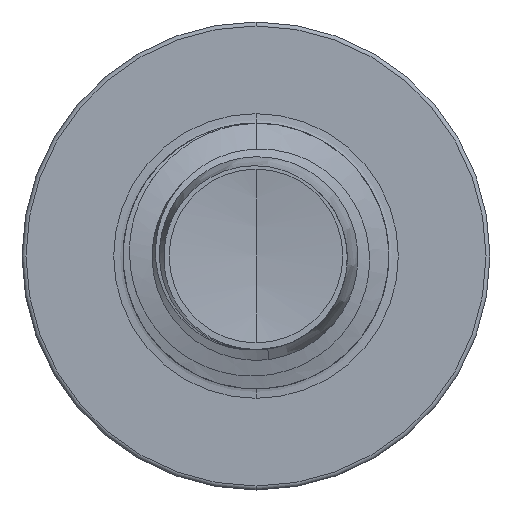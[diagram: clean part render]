
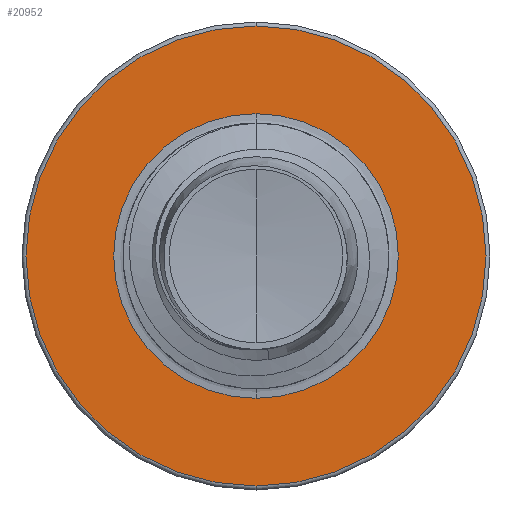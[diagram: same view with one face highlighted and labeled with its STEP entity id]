
A CAD part, front view. The second image highlights one B-rep face of the part: STEP entity #20952.
In plain terms, the highlighted planar face has unit normal (0, -1, 0).
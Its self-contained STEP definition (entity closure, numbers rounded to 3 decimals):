
#552 = ORIENTED_EDGE ( 'NONE', *, *, #17761, .F. ) ;
#856 = CIRCLE ( 'NONE', #6030, 2.677 ) ;
#2106 = VERTEX_POINT ( 'NONE', #21876 ) ;
#3328 = EDGE_LOOP ( 'NONE', ( #552, #8037 ) ) ;
#3575 = DIRECTION ( 'NONE',  ( 0., 0., 1. ) ) ;
#3611 = DIRECTION ( 'NONE',  ( 0., 1., 0. ) ) ;
#3616 = CARTESIAN_POINT ( 'NONE',  ( 0., 10., 0. ) ) ;
#3699 = PLANE ( 'NONE',  #6973 ) ;
#3706 = DIRECTION ( 'NONE',  ( 0., 0., 1. ) ) ;
#3743 = DIRECTION ( 'NONE',  ( 0., 1., 0. ) ) ;
#3789 = CARTESIAN_POINT ( 'NONE',  ( 0., 10., 0. ) ) ;
#3791 = VERTEX_POINT ( 'NONE', #7405 ) ;
#4006 = CARTESIAN_POINT ( 'NONE',  ( 0., 10., 2.677 ) ) ;
#4040 = ORIENTED_EDGE ( 'NONE', *, *, #20918, .T. ) ;
#4276 = CARTESIAN_POINT ( 'NONE',  ( 0., 10., -2.677 ) ) ;
#4897 = DIRECTION ( 'NONE',  ( 0., 0., 1. ) ) ;
#4941 = DIRECTION ( 'NONE',  ( 0., 1., 0. ) ) ;
#4982 = FACE_OUTER_BOUND ( 'NONE', #3328, .T. ) ;
#4994 = CARTESIAN_POINT ( 'NONE',  ( 0., 10., 0. ) ) ;
#6030 = AXIS2_PLACEMENT_3D ( 'NONE', #20138, #20110, #20089 ) ;
#6973 = AXIS2_PLACEMENT_3D ( 'NONE', #4276, #22346, #22333 ) ;
#7405 = CARTESIAN_POINT ( 'NONE',  ( 0., 10., -4.325 ) ) ;
#8037 = ORIENTED_EDGE ( 'NONE', *, *, #20927, .F. ) ;
#12444 = VERTEX_POINT ( 'NONE', #19531 ) ;
#17183 = FACE_BOUND ( 'NONE', #21153, .T. ) ;
#17761 = EDGE_CURVE ( 'NONE', #2106, #3791, #20607, .T. ) ;
#17856 = CIRCLE ( 'NONE', #24338, 4.325 ) ;
#18347 = EDGE_CURVE ( 'NONE', #12444, #20902, #856, .T. ) ;
#19531 = CARTESIAN_POINT ( 'NONE',  ( 0., 10., -2.677 ) ) ;
#20089 = DIRECTION ( 'NONE',  ( 0., 0., 1. ) ) ;
#20110 = DIRECTION ( 'NONE',  ( 0., 1., 0. ) ) ;
#20138 = CARTESIAN_POINT ( 'NONE',  ( 0., 10., 0. ) ) ;
#20275 = AXIS2_PLACEMENT_3D ( 'NONE', #4994, #4941, #4897 ) ;
#20607 = CIRCLE ( 'NONE', #20275, 4.325 ) ;
#20902 = VERTEX_POINT ( 'NONE', #4006 ) ;
#20918 = EDGE_CURVE ( 'NONE', #20902, #12444, #24560, .T. ) ;
#20927 = EDGE_CURVE ( 'NONE', #3791, #2106, #17856, .T. ) ;
#20952 = ADVANCED_FACE ( 'NONE', ( #4982, #17183 ), #3699, .F. ) ;
#21153 = EDGE_LOOP ( 'NONE', ( #4040, #22577 ) ) ;
#21876 = CARTESIAN_POINT ( 'NONE',  ( 0., 10., 4.325 ) ) ;
#22333 = DIRECTION ( 'NONE',  ( 0., 0., 1. ) ) ;
#22346 = DIRECTION ( 'NONE',  ( 0., 1., 0. ) ) ;
#22392 = AXIS2_PLACEMENT_3D ( 'NONE', #3789, #3743, #3706 ) ;
#22577 = ORIENTED_EDGE ( 'NONE', *, *, #18347, .T. ) ;
#24338 = AXIS2_PLACEMENT_3D ( 'NONE', #3616, #3611, #3575 ) ;
#24560 = CIRCLE ( 'NONE', #22392, 2.677 ) ;
